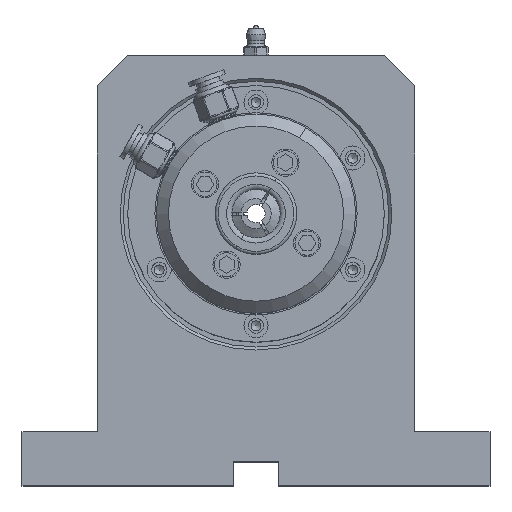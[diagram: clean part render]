
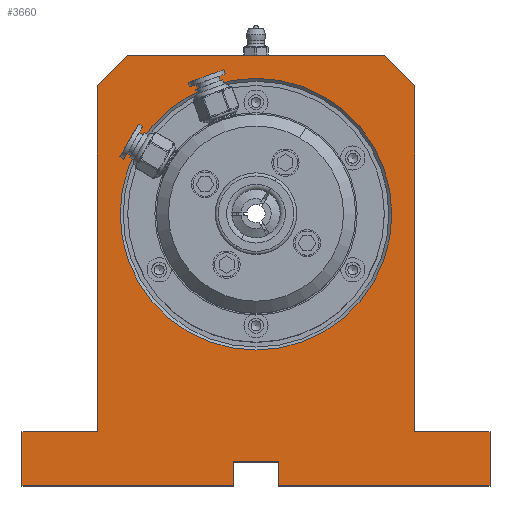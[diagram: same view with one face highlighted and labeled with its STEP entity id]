
A CAD part, top view. The second image highlights one B-rep face of the part: STEP entity #3660.
In plain terms, the highlighted planar face has unit normal (0, 0, 1).
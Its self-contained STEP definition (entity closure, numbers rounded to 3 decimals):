
#2456 = CARTESIAN_POINT ( 'NONE',  ( 15.984, 80.708, 37.75 ) ) ;
#2800 = DIRECTION ( 'NONE',  ( -1., 0., 0. ) ) ;
#2809 = CARTESIAN_POINT ( 'NONE',  ( 8.484, 38.208, 37.75 ) ) ;
#2834 = LINE ( 'NONE', #40224, #18420 ) ;
#2906 = VERTEX_POINT ( 'NONE', #5940 ) ;
#3331 = VECTOR ( 'NONE', #5535, 1000. ) ;
#3660 = ADVANCED_FACE ( 'NONE', ( #33397, #52063 ), #50365, .T. ) ;
#4211 = LINE ( 'NONE', #24037, #28982 ) ;
#4702 = ORIENTED_EDGE ( 'NONE', *, *, #36516, .T. ) ;
#5345 = AXIS2_PLACEMENT_3D ( 'NONE', #41183, #32014, #5524 ) ;
#5524 = DIRECTION ( 'NONE',  ( 1., 0., 0. ) ) ;
#5535 = DIRECTION ( 'NONE',  ( 0., -1., 0. ) ) ;
#5940 = CARTESIAN_POINT ( 'NONE',  ( -89.016, -33.792, 37.75 ) ) ;
#6226 = DIRECTION ( 'NONE',  ( -1., 0., 0. ) ) ;
#6424 = CARTESIAN_POINT ( 'NONE',  ( -29.016, -43.792, 37.75 ) ) ;
#6735 = ORIENTED_EDGE ( 'NONE', *, *, #56073, .T. ) ;
#7356 = LINE ( 'NONE', #13470, #24092 ) ;
#9272 = DIRECTION ( 'NONE',  ( 0., 0., -1. ) ) ;
#10692 = ORIENTED_EDGE ( 'NONE', *, *, #57650, .T. ) ;
#10775 = LINE ( 'NONE', #25388, #30432 ) ;
#11101 = VERTEX_POINT ( 'NONE', #59763 ) ;
#11665 = LINE ( 'NONE', #38976, #38673 ) ;
#12641 = LINE ( 'NONE', #41774, #29892 ) ;
#12675 = EDGE_CURVE ( 'NONE', #11101, #38026, #10775, .T. ) ;
#12865 = VERTEX_POINT ( 'NONE', #53013 ) ;
#13059 = CARTESIAN_POINT ( 'NONE',  ( -79.016, 90.708, 37.75 ) ) ;
#13470 = CARTESIAN_POINT ( 'NONE',  ( -89.016, 80.708, 37.75 ) ) ;
#13524 = LINE ( 'NONE', #18382, #3331 ) ;
#14421 = EDGE_CURVE ( 'NONE', #41749, #32694, #55104, .T. ) ;
#15366 = DIRECTION ( 'NONE',  ( 0., 1., 0. ) ) ;
#15824 = EDGE_LOOP ( 'NONE', ( #49790, #45055, #41149, #6735, #21404, #27741, #21060, #4702, #59382, #10692, #50928, #42627, #56921, #18426 ) ) ;
#16856 = EDGE_CURVE ( 'NONE', #43071, #2906, #36223, .T. ) ;
#17135 = EDGE_CURVE ( 'NONE', #28523, #20339, #13524, .T. ) ;
#18382 = CARTESIAN_POINT ( 'NONE',  ( -44.016, -43.792, 37.75 ) ) ;
#18420 = VECTOR ( 'NONE', #58855, 1000. ) ;
#18426 = ORIENTED_EDGE ( 'NONE', *, *, #19412, .F. ) ;
#18687 = CARTESIAN_POINT ( 'NONE',  ( 15.984, 80.708, 37.75 ) ) ;
#18866 = LINE ( 'NONE', #33288, #26534 ) ;
#19412 = EDGE_CURVE ( 'NONE', #38026, #28523, #25157, .T. ) ;
#19665 = ORIENTED_EDGE ( 'NONE', *, *, #19741, .T. ) ;
#19741 = EDGE_CURVE ( 'NONE', #48178, #48178, #49486, .T. ) ;
#20339 = VERTEX_POINT ( 'NONE', #59311 ) ;
#20359 = CARTESIAN_POINT ( 'NONE',  ( -89.016, 80.708, 37.75 ) ) ;
#21060 = ORIENTED_EDGE ( 'NONE', *, *, #48176, .T. ) ;
#21404 = ORIENTED_EDGE ( 'NONE', *, *, #14421, .T. ) ;
#21482 = CARTESIAN_POINT ( 'NONE',  ( -114.016, -51.792, 37.75 ) ) ;
#22677 = CARTESIAN_POINT ( 'NONE',  ( -89.016, 80.708, 37.75 ) ) ;
#24037 = CARTESIAN_POINT ( 'NONE',  ( -79.016, 90.708, 37.75 ) ) ;
#24092 = VECTOR ( 'NONE', #26268, 1000. ) ;
#25157 = LINE ( 'NONE', #30102, #43585 ) ;
#25388 = CARTESIAN_POINT ( 'NONE',  ( -29.016, -43.792, 37.75 ) ) ;
#26268 = DIRECTION ( 'NONE',  ( -0.707, -0.707, 0. ) ) ;
#26534 = VECTOR ( 'NONE', #33019, 1000. ) ;
#26906 = DIRECTION ( 'NONE',  ( 0., 1., 0. ) ) ;
#26957 = AXIS2_PLACEMENT_3D ( 'NONE', #50645, #9272, #51234 ) ;
#27574 = LINE ( 'NONE', #51783, #44346 ) ;
#27741 = ORIENTED_EDGE ( 'NONE', *, *, #50677, .T. ) ;
#28523 = VERTEX_POINT ( 'NONE', #57089 ) ;
#28982 = VECTOR ( 'NONE', #29248, 1000. ) ;
#29248 = DIRECTION ( 'NONE',  ( -1., 0., 0. ) ) ;
#29319 = VERTEX_POINT ( 'NONE', #45740 ) ;
#29745 = DIRECTION ( 'NONE',  ( 0., 1., 0. ) ) ;
#29892 = VECTOR ( 'NONE', #31336, 1000. ) ;
#30102 = CARTESIAN_POINT ( 'NONE',  ( -44.016, -43.792, 37.75 ) ) ;
#30432 = VECTOR ( 'NONE', #15366, 1000. ) ;
#31336 = DIRECTION ( 'NONE',  ( 1., 0., 0. ) ) ;
#32014 = DIRECTION ( 'NONE',  ( 0., 0., 1. ) ) ;
#32382 = CARTESIAN_POINT ( 'NONE',  ( 40.984, -33.792, 37.75 ) ) ;
#32594 = EDGE_CURVE ( 'NONE', #11101, #29319, #12641, .T. ) ;
#32694 = VERTEX_POINT ( 'NONE', #51548 ) ;
#33019 = DIRECTION ( 'NONE',  ( 0., -1., 0. ) ) ;
#33288 = CARTESIAN_POINT ( 'NONE',  ( -114.016, -33.792, 37.75 ) ) ;
#33397 = FACE_BOUND ( 'NONE', #36709, .T. ) ;
#36223 = LINE ( 'NONE', #22677, #47372 ) ;
#36516 = EDGE_CURVE ( 'NONE', #53710, #43071, #7356, .T. ) ;
#36709 = EDGE_LOOP ( 'NONE', ( #19665 ) ) ;
#37521 = VECTOR ( 'NONE', #26906, 1000. ) ;
#38026 = VERTEX_POINT ( 'NONE', #6424 ) ;
#38673 = VECTOR ( 'NONE', #2800, 1000. ) ;
#38976 = CARTESIAN_POINT ( 'NONE',  ( -89.016, -33.792, 37.75 ) ) ;
#39898 = LINE ( 'NONE', #48768, #43503 ) ;
#40224 = CARTESIAN_POINT ( 'NONE',  ( 40.984, -51.792, 37.75 ) ) ;
#41082 = VECTOR ( 'NONE', #42312, 1000. ) ;
#41149 = ORIENTED_EDGE ( 'NONE', *, *, #44861, .T. ) ;
#41183 = CARTESIAN_POINT ( 'NONE',  ( -36.516, -51.792, 37.75 ) ) ;
#41749 = VERTEX_POINT ( 'NONE', #51632 ) ;
#41774 = CARTESIAN_POINT ( 'NONE',  ( 40.984, -51.792, 37.75 ) ) ;
#42312 = DIRECTION ( 'NONE',  ( -0.707, 0.707, 0. ) ) ;
#42627 = ORIENTED_EDGE ( 'NONE', *, *, #49960, .T. ) ;
#42712 = EDGE_CURVE ( 'NONE', #49083, #48655, #18866, .T. ) ;
#43071 = VERTEX_POINT ( 'NONE', #20359 ) ;
#43503 = VECTOR ( 'NONE', #29745, 1000. ) ;
#43585 = VECTOR ( 'NONE', #6226, 1000. ) ;
#44346 = VECTOR ( 'NONE', #46303, 1000. ) ;
#44861 = EDGE_CURVE ( 'NONE', #29319, #49319, #39898, .T. ) ;
#45055 = ORIENTED_EDGE ( 'NONE', *, *, #32594, .T. ) ;
#45740 = CARTESIAN_POINT ( 'NONE',  ( 40.984, -51.792, 37.75 ) ) ;
#46303 = DIRECTION ( 'NONE',  ( -1., 0., 0. ) ) ;
#47372 = VECTOR ( 'NONE', #49697, 1000. ) ;
#47833 = LINE ( 'NONE', #18687, #41082 ) ;
#48176 = EDGE_CURVE ( 'NONE', #12865, #53710, #4211, .T. ) ;
#48178 = VERTEX_POINT ( 'NONE', #2809 ) ;
#48655 = VERTEX_POINT ( 'NONE', #21482 ) ;
#48768 = CARTESIAN_POINT ( 'NONE',  ( 40.984, -33.792, 37.75 ) ) ;
#49083 = VERTEX_POINT ( 'NONE', #57483 ) ;
#49319 = VERTEX_POINT ( 'NONE', #32382 ) ;
#49486 = CIRCLE ( 'NONE', #26957, 45. ) ;
#49697 = DIRECTION ( 'NONE',  ( 0., -1., 0. ) ) ;
#49790 = ORIENTED_EDGE ( 'NONE', *, *, #12675, .F. ) ;
#49960 = EDGE_CURVE ( 'NONE', #48655, #20339, #2834, .T. ) ;
#50365 = PLANE ( 'NONE',  #5345 ) ;
#50645 = CARTESIAN_POINT ( 'NONE',  ( -36.516, 38.208, 37.75 ) ) ;
#50677 = EDGE_CURVE ( 'NONE', #32694, #12865, #47833, .T. ) ;
#50928 = ORIENTED_EDGE ( 'NONE', *, *, #42712, .T. ) ;
#51234 = DIRECTION ( 'NONE',  ( 1., 0., 0. ) ) ;
#51548 = CARTESIAN_POINT ( 'NONE',  ( 15.984, 80.708, 37.75 ) ) ;
#51632 = CARTESIAN_POINT ( 'NONE',  ( 15.984, -33.792, 37.75 ) ) ;
#51783 = CARTESIAN_POINT ( 'NONE',  ( 40.984, -33.792, 37.75 ) ) ;
#52063 = FACE_OUTER_BOUND ( 'NONE', #15824, .T. ) ;
#53013 = CARTESIAN_POINT ( 'NONE',  ( 5.984, 90.708, 37.75 ) ) ;
#53710 = VERTEX_POINT ( 'NONE', #13059 ) ;
#55104 = LINE ( 'NONE', #2456, #37521 ) ;
#56073 = EDGE_CURVE ( 'NONE', #49319, #41749, #27574, .T. ) ;
#56921 = ORIENTED_EDGE ( 'NONE', *, *, #17135, .F. ) ;
#57089 = CARTESIAN_POINT ( 'NONE',  ( -44.016, -43.792, 37.75 ) ) ;
#57483 = CARTESIAN_POINT ( 'NONE',  ( -114.016, -33.792, 37.75 ) ) ;
#57650 = EDGE_CURVE ( 'NONE', #2906, #49083, #11665, .T. ) ;
#58855 = DIRECTION ( 'NONE',  ( 1., 0., 0. ) ) ;
#59311 = CARTESIAN_POINT ( 'NONE',  ( -44.016, -51.792, 37.75 ) ) ;
#59382 = ORIENTED_EDGE ( 'NONE', *, *, #16856, .T. ) ;
#59763 = CARTESIAN_POINT ( 'NONE',  ( -29.016, -51.792, 37.75 ) ) ;
